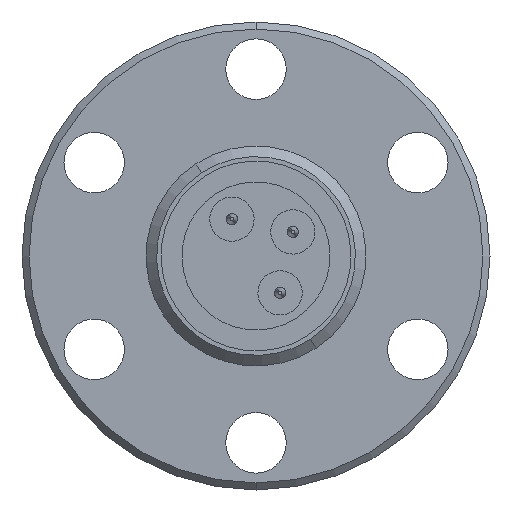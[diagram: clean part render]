
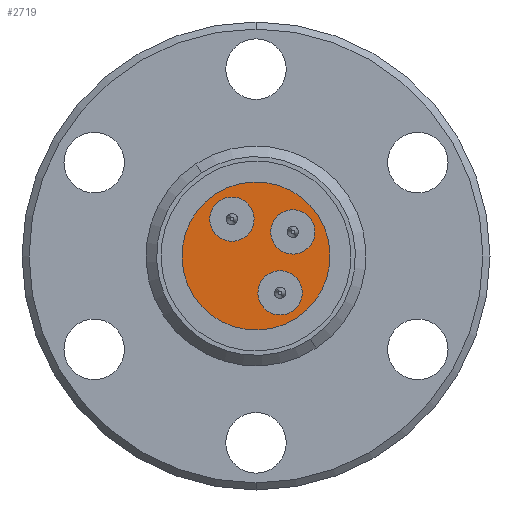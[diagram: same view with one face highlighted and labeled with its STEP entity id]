
A CAD part, front view. The second image highlights one B-rep face of the part: STEP entity #2719.
In plain terms, the highlighted planar face has unit normal (0, -1, 0).
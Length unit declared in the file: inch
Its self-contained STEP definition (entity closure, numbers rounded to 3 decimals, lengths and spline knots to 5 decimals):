
#73 = CARTESIAN_POINT ( 'NONE',  ( -0.11513, -1., 0.17622 ) ) ;
#107 = CARTESIAN_POINT ( 'NONE',  ( 0.10283, -1., -0.15739 ) ) ;
#136 = CARTESIAN_POINT ( 'NONE',  ( 0.07019, -1., 0.12111 ) ) ;
#261 = FACE_BOUND ( 'NONE', #2126, .T. ) ;
#322 = AXIS2_PLACEMENT_3D ( 'NONE', #1861, #1860, #1839 ) ;
#392 = CIRCLE ( 'NONE', #322, 0.2105 ) ;
#494 = ORIENTED_EDGE ( 'NONE', *, *, #4057, .T. ) ;
#630 = EDGE_LOOP ( 'NONE', ( #2242, #2323 ) ) ;
#638 = EDGE_LOOP ( 'NONE', ( #2089, #3043 ) ) ;
#906 = EDGE_CURVE ( 'NONE', #3754, #2355, #392, .T. ) ;
#995 = ORIENTED_EDGE ( 'NONE', *, *, #1519, .T. ) ;
#1327 = CIRCLE ( 'NONE', #3309, 0.063 ) ;
#1336 = CIRCLE ( 'NONE', #3310, 0.063 ) ;
#1344 = CIRCLE ( 'NONE', #3313, 0.063 ) ;
#1519 = EDGE_CURVE ( 'NONE', #2317, #3873, #1327, .T. ) ;
#1524 = EDGE_CURVE ( 'NONE', #3777, #3892, #1336, .T. ) ;
#1528 = EDGE_CURVE ( 'NONE', #3758, #2272, #1344, .T. ) ;
#1839 = DIRECTION ( 'NONE',  ( 0.547, 0., -0.837 ) ) ;
#1860 = DIRECTION ( 'NONE',  ( 0., -1., 0. ) ) ;
#1861 = CARTESIAN_POINT ( 'NONE',  ( 0., -1., 0. ) ) ;
#2089 = ORIENTED_EDGE ( 'NONE', *, *, #906, .T. ) ;
#2095 = EDGE_LOOP ( 'NONE', ( #995, #494 ) ) ;
#2116 = ORIENTED_EDGE ( 'NONE', *, *, #1528, .T. ) ;
#2121 = ORIENTED_EDGE ( 'NONE', *, *, #4056, .T. ) ;
#2126 = EDGE_LOOP ( 'NONE', ( #2116, #2121 ) ) ;
#2242 = ORIENTED_EDGE ( 'NONE', *, *, #1524, .T. ) ;
#2272 = VERTEX_POINT ( 'NONE', #136 ) ;
#2317 = VERTEX_POINT ( 'NONE', #107 ) ;
#2323 = ORIENTED_EDGE ( 'NONE', *, *, #4058, .T. ) ;
#2355 = VERTEX_POINT ( 'NONE', #73 ) ;
#2437 = DIRECTION ( 'NONE',  ( 0.547, 0., -0.837 ) ) ;
#2438 = CARTESIAN_POINT ( 'NONE',  ( -0.06837, -1., 0.10465 ) ) ;
#2447 = DIRECTION ( 'NONE',  ( 0., 1., 0. ) ) ;
#2471 = DIRECTION ( 'NONE',  ( 0.547, 0., -0.837 ) ) ;
#2480 = DIRECTION ( 'NONE',  ( 0., 1., 0. ) ) ;
#2481 = CARTESIAN_POINT ( 'NONE',  ( 0.06837, -1., -0.10465 ) ) ;
#2488 = DIRECTION ( 'NONE',  ( 0.547, 0., -0.837 ) ) ;
#2490 = DIRECTION ( 'NONE',  ( 0., 1., 0. ) ) ;
#2491 = CARTESIAN_POINT ( 'NONE',  ( 0.10465, -1., 0.06837 ) ) ;
#2587 = DIRECTION ( 'NONE',  ( 0.547, 0., -0.837 ) ) ;
#2588 = DIRECTION ( 'NONE',  ( 0., -1., 0. ) ) ;
#2589 = CARTESIAN_POINT ( 'NONE',  ( 0., -1., 0. ) ) ;
#2593 = DIRECTION ( 'NONE',  ( 0.547, 0., -0.837 ) ) ;
#2594 = DIRECTION ( 'NONE',  ( 0., 1., 0. ) ) ;
#2595 = CARTESIAN_POINT ( 'NONE',  ( -0.06837, -1., 0.10465 ) ) ;
#2596 = DIRECTION ( 'NONE',  ( 0.547, 0., -0.837 ) ) ;
#2597 = DIRECTION ( 'NONE',  ( 0., 1., 0. ) ) ;
#2598 = CARTESIAN_POINT ( 'NONE',  ( 0.06837, -1., -0.10465 ) ) ;
#2599 = DIRECTION ( 'NONE',  ( 0.547, 0., -0.837 ) ) ;
#2600 = DIRECTION ( 'NONE',  ( 0., 1., 0. ) ) ;
#2601 = CARTESIAN_POINT ( 'NONE',  ( 0.10465, -1., 0.06837 ) ) ;
#2719 = ADVANCED_FACE ( 'NONE', ( #2763, #2760, #261, #2934 ), #3133, .T. ) ;
#2760 = FACE_BOUND ( 'NONE', #2095, .T. ) ;
#2763 = FACE_BOUND ( 'NONE', #630, .T. ) ;
#2844 = CIRCLE ( 'NONE', #4155, 0.063 ) ;
#2846 = CIRCLE ( 'NONE', #4156, 0.063 ) ;
#2847 = CIRCLE ( 'NONE', #4157, 0.063 ) ;
#2850 = CIRCLE ( 'NONE', #4159, 0.2105 ) ;
#2934 = FACE_OUTER_BOUND ( 'NONE', #638, .T. ) ;
#3043 = ORIENTED_EDGE ( 'NONE', *, *, #4060, .T. ) ;
#3132 = DIRECTION ( 'NONE',  ( -0.547, 0., 0.837 ) ) ;
#3133 = PLANE ( 'NONE',  #4095 ) ;
#3135 = CARTESIAN_POINT ( 'NONE',  ( 0., -1., 0. ) ) ;
#3138 = DIRECTION ( 'NONE',  ( 0., -1., 0. ) ) ;
#3240 = CARTESIAN_POINT ( 'NONE',  ( 0.1391, -1., 0.01563 ) ) ;
#3242 = CARTESIAN_POINT ( 'NONE',  ( 0.11513, -1., -0.17622 ) ) ;
#3309 = AXIS2_PLACEMENT_3D ( 'NONE', #2481, #2480, #2471 ) ;
#3310 = AXIS2_PLACEMENT_3D ( 'NONE', #2438, #2447, #2437 ) ;
#3313 = AXIS2_PLACEMENT_3D ( 'NONE', #2491, #2490, #2488 ) ;
#3357 = CARTESIAN_POINT ( 'NONE',  ( -0.10283, -1., 0.15739 ) ) ;
#3370 = CARTESIAN_POINT ( 'NONE',  ( 0.03391, -1., -0.0519 ) ) ;
#3386 = CARTESIAN_POINT ( 'NONE',  ( -0.03391, -1., 0.0519 ) ) ;
#3754 = VERTEX_POINT ( 'NONE', #3242 ) ;
#3758 = VERTEX_POINT ( 'NONE', #3240 ) ;
#3777 = VERTEX_POINT ( 'NONE', #3386 ) ;
#3873 = VERTEX_POINT ( 'NONE', #3370 ) ;
#3892 = VERTEX_POINT ( 'NONE', #3357 ) ;
#4056 = EDGE_CURVE ( 'NONE', #2272, #3758, #2844, .T. ) ;
#4057 = EDGE_CURVE ( 'NONE', #3873, #2317, #2846, .T. ) ;
#4058 = EDGE_CURVE ( 'NONE', #3892, #3777, #2847, .T. ) ;
#4060 = EDGE_CURVE ( 'NONE', #2355, #3754, #2850, .T. ) ;
#4095 = AXIS2_PLACEMENT_3D ( 'NONE', #3135, #3138, #3132 ) ;
#4155 = AXIS2_PLACEMENT_3D ( 'NONE', #2601, #2600, #2599 ) ;
#4156 = AXIS2_PLACEMENT_3D ( 'NONE', #2598, #2597, #2596 ) ;
#4157 = AXIS2_PLACEMENT_3D ( 'NONE', #2595, #2594, #2593 ) ;
#4159 = AXIS2_PLACEMENT_3D ( 'NONE', #2589, #2588, #2587 ) ;
